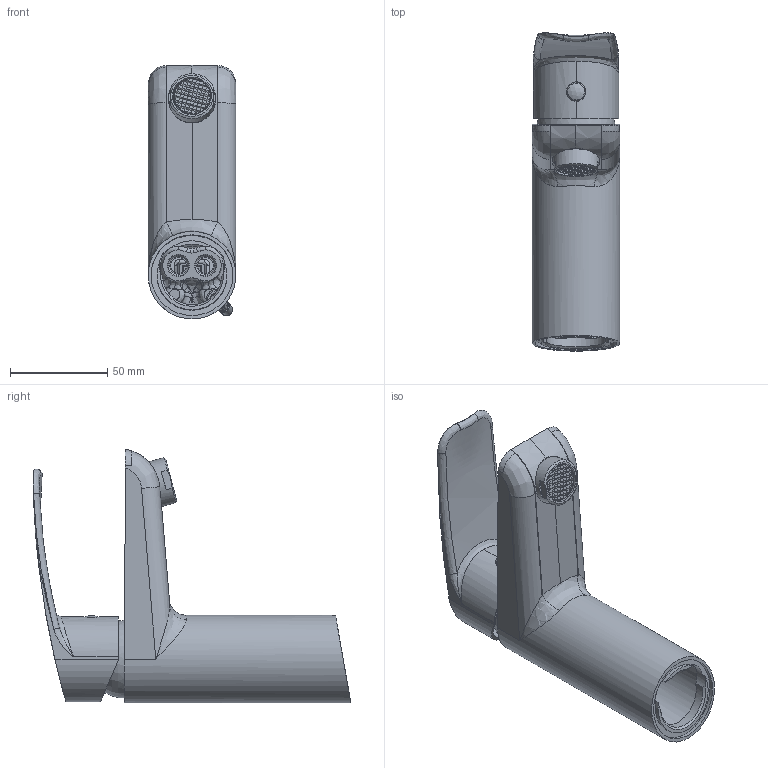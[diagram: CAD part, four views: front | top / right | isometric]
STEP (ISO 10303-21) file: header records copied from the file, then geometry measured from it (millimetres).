
FILE_DESCRIPTION (( 'STEP AP203' ), '1' );
FILE_NAME ('57AP11735.STEP', '2025-11-11T11:23:54', ( '' ), ( '' ), 'SwSTEP 2.0', 'SolidWorks 2021', '' );
FILE_SCHEMA (( 'CONFIG_CONTROL_DESIGN' ));
Length unit declared in the file: millimetre
Products named in the file (1): 57AP11735
Bounding box: 45.1 x 163.71 x 130.79 mm (x, y, z)
Volume: 98536.4 mm3; surface area: 85834.5 mm2
Topology: 8 solids, 8 shells, 1334 faces, 3632 edges, 2352 vertices
Faces by surface type: plane 953, bspline 186, cylinder 156, cone 29, torus 7, sphere 3
Full cylindrical faces by diameter (mm): 4.2 x1, 5.1 x2, 6 x1, 6.8 x1, 8 x3, 9 x2, 9.5 x1, 10 x1, 10.6 x2, 16 x1, 19 x1, 20 x2, 21 x1, 21.1 x1, 22.5 x2, 23 x1, 23.85 x1, 24 x1, 24.5 x1, 31 x1, 35.2 x2, 35.8 x2, 37 x1, 41.5 x2, 42.2 x1, 45.1 x1
Entity records: 60503 total; most frequent: CARTESIAN_POINT 28687, ORIENTED_EDGE 7076, DIRECTION 5556, EDGE_CURVE 3538, LINE 2572, VECTOR 2572, VERTEX_POINT 2331, EDGE_LOOP 1607
